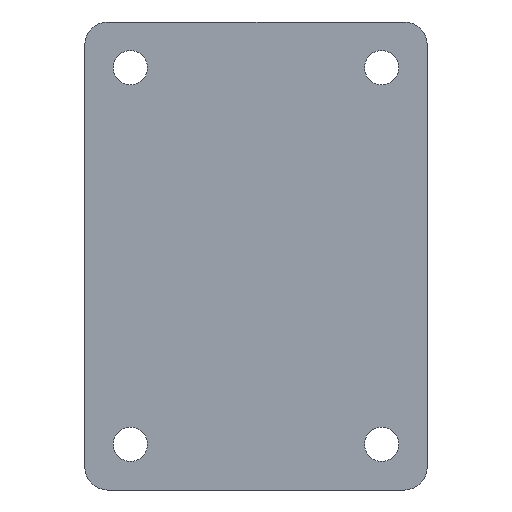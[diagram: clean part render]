
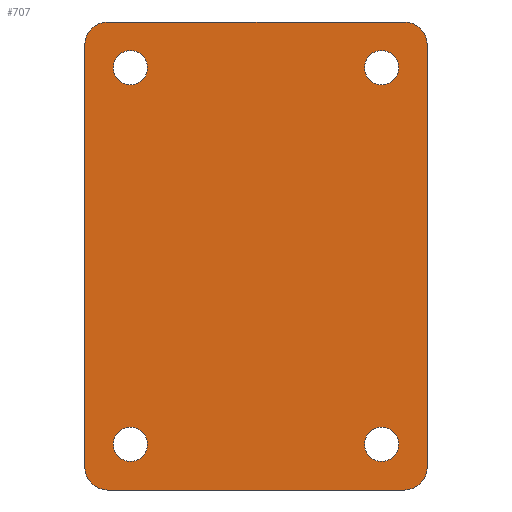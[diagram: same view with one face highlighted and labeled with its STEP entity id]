
A CAD part, front view. The second image highlights one B-rep face of the part: STEP entity #707.
In plain terms, the highlighted planar face has unit normal (0, -1, 0).
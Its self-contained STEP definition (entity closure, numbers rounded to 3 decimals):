
#20=FACE_BOUND('',#124,.T.);
#21=FACE_BOUND('',#125,.T.);
#22=FACE_BOUND('',#126,.T.);
#23=FACE_BOUND('',#127,.T.);
#46=PLANE('',#794);
#82=FACE_OUTER_BOUND('',#123,.T.);
#123=EDGE_LOOP('',(#643,#644,#645,#646,#647,#648,#649,#650,#651,#652));
#124=EDGE_LOOP('',(#653));
#125=EDGE_LOOP('',(#654));
#126=EDGE_LOOP('',(#655));
#127=EDGE_LOOP('',(#656));
#133=LINE('',#1018,#204);
#152=LINE('',#1067,#223);
#170=LINE('',#1108,#241);
#175=LINE('',#1125,#246);
#180=LINE('',#1137,#251);
#185=LINE('',#1150,#256);
#204=VECTOR('',#816,10.);
#223=VECTOR('',#855,10.);
#241=VECTOR('',#893,10.);
#246=VECTOR('',#912,10.);
#251=VECTOR('',#921,10.);
#256=VECTOR('',#934,10.);
#279=CIRCLE('',#756,2.);
#283=CIRCLE('',#763,2.);
#287=CIRCLE('',#769,2.);
#291=CIRCLE('',#776,2.);
#292=CIRCLE('',#783,1.5);
#293=CIRCLE('',#785,1.5);
#294=CIRCLE('',#787,1.5);
#295=CIRCLE('',#789,1.5);
#302=VERTEX_POINT('',#1010);
#303=VERTEX_POINT('',#1014);
#323=VERTEX_POINT('',#1064);
#324=VERTEX_POINT('',#1066);
#335=VERTEX_POINT('',#1100);
#337=VERTEX_POINT('',#1106);
#342=VERTEX_POINT('',#1120);
#347=VERTEX_POINT('',#1135);
#349=VERTEX_POINT('',#1142);
#351=VERTEX_POINT('',#1148);
#356=VERTEX_POINT('',#1176);
#357=VERTEX_POINT('',#1180);
#358=VERTEX_POINT('',#1184);
#359=VERTEX_POINT('',#1188);
#369=EDGE_CURVE('',#303,#302,#133,.T.);
#393=EDGE_CURVE('',#324,#323,#152,.T.);
#411=EDGE_CURVE('',#335,#323,#279,.T.);
#414=EDGE_CURVE('',#335,#337,#170,.T.);
#421=EDGE_CURVE('',#342,#337,#283,.T.);
#423=EDGE_CURVE('',#342,#303,#175,.T.);
#430=EDGE_CURVE('',#302,#347,#180,.T.);
#434=EDGE_CURVE('',#349,#347,#287,.T.);
#437=EDGE_CURVE('',#349,#351,#185,.T.);
#442=EDGE_CURVE('',#324,#351,#291,.T.);
#452=EDGE_CURVE('',#356,#356,#292,.T.);
#454=EDGE_CURVE('',#357,#357,#293,.T.);
#456=EDGE_CURVE('',#358,#358,#294,.T.);
#458=EDGE_CURVE('',#359,#359,#295,.T.);
#643=ORIENTED_EDGE('',*,*,#411,.F.);
#644=ORIENTED_EDGE('',*,*,#414,.T.);
#645=ORIENTED_EDGE('',*,*,#421,.F.);
#646=ORIENTED_EDGE('',*,*,#423,.T.);
#647=ORIENTED_EDGE('',*,*,#369,.T.);
#648=ORIENTED_EDGE('',*,*,#430,.T.);
#649=ORIENTED_EDGE('',*,*,#434,.F.);
#650=ORIENTED_EDGE('',*,*,#437,.T.);
#651=ORIENTED_EDGE('',*,*,#442,.F.);
#652=ORIENTED_EDGE('',*,*,#393,.T.);
#653=ORIENTED_EDGE('',*,*,#452,.T.);
#654=ORIENTED_EDGE('',*,*,#454,.T.);
#655=ORIENTED_EDGE('',*,*,#456,.T.);
#656=ORIENTED_EDGE('',*,*,#458,.T.);
#707=ADVANCED_FACE('',(#82,#20,#21,#22,#23),#46,.F.);
#756=AXIS2_PLACEMENT_3D('',#1102,#887,#888);
#763=AXIS2_PLACEMENT_3D('',#1122,#907,#908);
#769=AXIS2_PLACEMENT_3D('',#1144,#928,#929);
#776=AXIS2_PLACEMENT_3D('',#1159,#946,#947);
#783=AXIS2_PLACEMENT_3D('',#1178,#969,#970);
#785=AXIS2_PLACEMENT_3D('',#1182,#974,#975);
#787=AXIS2_PLACEMENT_3D('',#1186,#979,#980);
#789=AXIS2_PLACEMENT_3D('',#1190,#984,#985);
#794=AXIS2_PLACEMENT_3D('',#1195,#994,#995);
#816=DIRECTION('',(0.,0.,-1.));
#855=DIRECTION('',(0.,0.,1.));
#887=DIRECTION('center_axis',(0.,1.,0.));
#888=DIRECTION('ref_axis',(0.707,0.,0.707));
#893=DIRECTION('',(-1.,0.,0.));
#907=DIRECTION('center_axis',(0.,1.,0.));
#908=DIRECTION('ref_axis',(-0.707,0.,0.707));
#912=DIRECTION('',(0.,0.,-1.));
#921=DIRECTION('',(0.,0.,-1.));
#928=DIRECTION('center_axis',(0.,1.,0.));
#929=DIRECTION('ref_axis',(-0.707,0.,-0.707));
#934=DIRECTION('',(1.,0.,0.));
#946=DIRECTION('center_axis',(0.,1.,0.));
#947=DIRECTION('ref_axis',(0.707,0.,-0.707));
#969=DIRECTION('center_axis',(0.,1.,0.));
#970=DIRECTION('ref_axis',(-1.,0.,0.));
#974=DIRECTION('center_axis',(0.,1.,0.));
#975=DIRECTION('ref_axis',(-1.,0.,0.));
#979=DIRECTION('center_axis',(0.,1.,0.));
#980=DIRECTION('ref_axis',(-1.,0.,0.));
#984=DIRECTION('center_axis',(0.,1.,0.));
#985=DIRECTION('ref_axis',(-1.,0.,0.));
#994=DIRECTION('center_axis',(0.,1.,0.));
#995=DIRECTION('ref_axis',(0.,0.,1.));
#1010=CARTESIAN_POINT('',(-28.,0.,-19.));
#1014=CARTESIAN_POINT('',(-28.,0.,0.));
#1018=CARTESIAN_POINT('',(-28.,0.,2.));
#1064=CARTESIAN_POINT('',(2.,0.,8.));
#1066=CARTESIAN_POINT('',(2.,0.,-29.));
#1067=CARTESIAN_POINT('',(2.,0.,-23.));
#1100=CARTESIAN_POINT('',(0.,0.,10.));
#1102=CARTESIAN_POINT('Origin',(0.,0.,8.));
#1106=CARTESIAN_POINT('',(-26.,0.,10.));
#1108=CARTESIAN_POINT('',(2.,0.,10.));
#1120=CARTESIAN_POINT('',(-28.,0.,8.));
#1122=CARTESIAN_POINT('Origin',(-26.,0.,8.));
#1125=CARTESIAN_POINT('',(-28.,0.,2.));
#1135=CARTESIAN_POINT('',(-28.,0.,-29.));
#1137=CARTESIAN_POINT('',(-28.,0.,2.));
#1142=CARTESIAN_POINT('',(-26.,0.,-31.));
#1144=CARTESIAN_POINT('Origin',(-26.,0.,-29.));
#1148=CARTESIAN_POINT('',(0.,0.,-31.));
#1150=CARTESIAN_POINT('',(-28.,0.,-31.));
#1159=CARTESIAN_POINT('Origin',(0.,0.,-29.));
#1176=CARTESIAN_POINT('',(-22.5,0.,-27.));
#1178=CARTESIAN_POINT('Origin',(-24.,0.,-27.));
#1180=CARTESIAN_POINT('',(-0.5,0.,-27.));
#1182=CARTESIAN_POINT('Origin',(-2.,0.,-27.));
#1184=CARTESIAN_POINT('',(-22.5,0.,6.));
#1186=CARTESIAN_POINT('Origin',(-24.,0.,6.));
#1188=CARTESIAN_POINT('',(-0.5,0.,6.));
#1190=CARTESIAN_POINT('Origin',(-2.,0.,6.));
#1195=CARTESIAN_POINT('Origin',(-13.,0.,-10.5));
